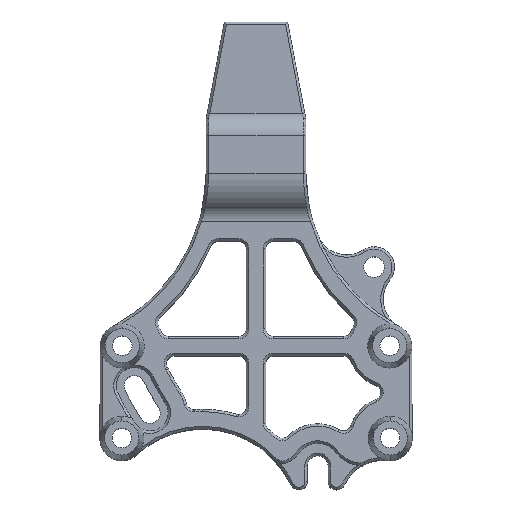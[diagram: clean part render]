
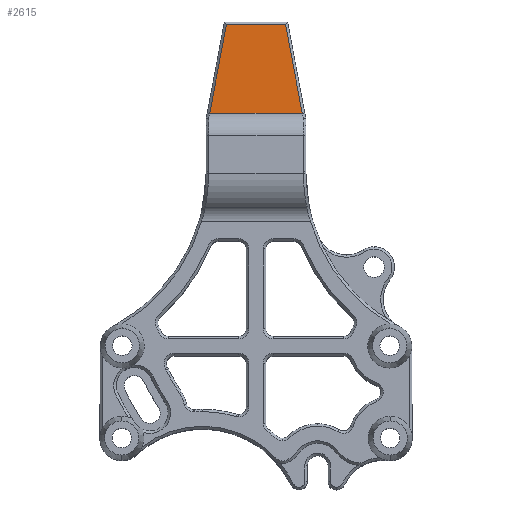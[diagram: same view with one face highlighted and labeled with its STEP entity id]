
A CAD part, top view. The second image highlights one B-rep face of the part: STEP entity #2615.
In plain terms, the highlighted planar face has unit normal (0, 0.018, 1).
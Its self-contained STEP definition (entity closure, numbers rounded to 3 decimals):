
#397 = DIRECTION ( 'NONE',  ( -0.184, 0.983, -0.017 ) ) ;
#496 = EDGE_CURVE ( 'NONE', #5027, #5665, #6044, .T. ) ;
#1124 = EDGE_CURVE ( 'NONE', #5665, #5024, #6137, .T. ) ;
#1736 = DIRECTION ( 'NONE',  ( 0., -1., 0.017 ) ) ;
#2183 = CARTESIAN_POINT ( 'NONE',  ( 8.18, 18.958, 17.183 ) ) ;
#2615 = ADVANCED_FACE ( 'NONE', ( #4973 ), #4135, .T. ) ;
#2797 = VECTOR ( 'NONE', #4824, 1000. ) ;
#2994 = VERTEX_POINT ( 'NONE', #3344 ) ;
#3044 = ORIENTED_EDGE ( 'NONE', *, *, #8628, .T. ) ;
#3344 = CARTESIAN_POINT ( 'NONE',  ( 4.848, 33.543, 16.928 ) ) ;
#3698 = CARTESIAN_POINT ( 'NONE',  ( -7.597, 18.884, 17.184 ) ) ;
#3830 = EDGE_LOOP ( 'NONE', ( #3044, #8977, #5009, #5258 ) ) ;
#3917 = CARTESIAN_POINT ( 'NONE',  ( -4.848, 33.543, 16.928 ) ) ;
#3930 = CARTESIAN_POINT ( 'NONE',  ( 0., 33.543, 16.928 ) ) ;
#4122 = AXIS2_PLACEMENT_3D ( 'NONE', #8141, #4186, #1736 ) ;
#4135 = PLANE ( 'NONE',  #4122 ) ;
#4186 = DIRECTION ( 'NONE',  ( 0., 0.017, 1. ) ) ;
#4629 = DIRECTION ( 'NONE',  ( 1., 0., 0. ) ) ;
#4824 = DIRECTION ( 'NONE',  ( -1., 0., 0. ) ) ;
#4973 = FACE_OUTER_BOUND ( 'NONE', #3830, .T. ) ;
#5009 = ORIENTED_EDGE ( 'NONE', *, *, #1124, .T. ) ;
#5024 = VERTEX_POINT ( 'NONE', #9553 ) ;
#5027 = VERTEX_POINT ( 'NONE', #3917 ) ;
#5258 = ORIENTED_EDGE ( 'NONE', *, *, #8858, .T. ) ;
#5665 = VERTEX_POINT ( 'NONE', #8313 ) ;
#5909 = VECTOR ( 'NONE', #4629, 1000. ) ;
#5932 = VECTOR ( 'NONE', #397, 1000. ) ;
#6044 = LINE ( 'NONE', #3698, #6118 ) ;
#6118 = VECTOR ( 'NONE', #9120, 1000. ) ;
#6137 = LINE ( 'NONE', #2183, #5909 ) ;
#6781 = CARTESIAN_POINT ( 'NONE',  ( 14.227, -16.472, 17.801 ) ) ;
#8141 = CARTESIAN_POINT ( 'NONE',  ( 0., -19.139, 17.848 ) ) ;
#8313 = CARTESIAN_POINT ( 'NONE',  ( -7.583, 18.958, 17.183 ) ) ;
#8628 = EDGE_CURVE ( 'NONE', #2994, #5027, #8724, .T. ) ;
#8724 = LINE ( 'NONE', #3930, #2797 ) ;
#8858 = EDGE_CURVE ( 'NONE', #5024, #2994, #9922, .T. ) ;
#8977 = ORIENTED_EDGE ( 'NONE', *, *, #496, .T. ) ;
#9120 = DIRECTION ( 'NONE',  ( -0.184, -0.983, 0.017 ) ) ;
#9553 = CARTESIAN_POINT ( 'NONE',  ( 7.583, 18.958, 17.183 ) ) ;
#9922 = LINE ( 'NONE', #6781, #5932 ) ;
